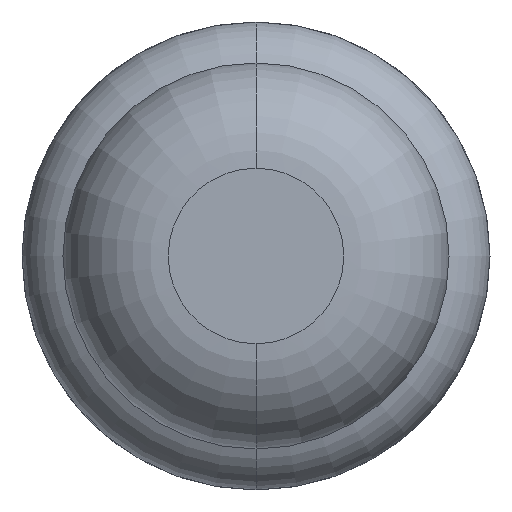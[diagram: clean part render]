
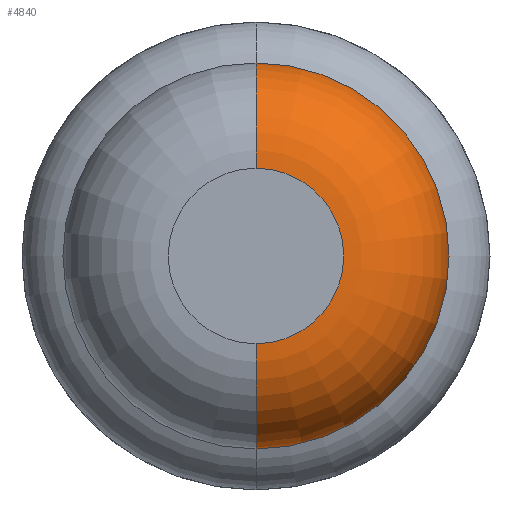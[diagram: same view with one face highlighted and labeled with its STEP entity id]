
A CAD part, front view. The second image highlights one B-rep face of the part: STEP entity #4840.
In plain terms, the highlighted toroidal (fillet/blend) face has major radius 0.375 mm and minor radius 0.45 mm.
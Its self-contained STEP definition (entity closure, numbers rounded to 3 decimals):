
#113 = TOROIDAL_SURFACE ( 'NONE', #1610, 0.375, 0.45 ) ;
#305 = CIRCLE ( 'NONE', #4781, 0.825 ) ;
#318 = ORIENTED_EDGE ( 'NONE', *, *, #1666, .F. ) ;
#368 = CARTESIAN_POINT ( 'NONE',  ( 0., -27.4, 0. ) ) ;
#416 = VERTEX_POINT ( 'NONE', #4563 ) ;
#509 = DIRECTION ( 'NONE',  ( 1., 0., 0. ) ) ;
#522 = CARTESIAN_POINT ( 'NONE',  ( 0., -26.95, -0.375 ) ) ;
#696 = CARTESIAN_POINT ( 'NONE',  ( 0., -26.95, 0.825 ) ) ;
#774 = DIRECTION ( 'NONE',  ( 0., 0., 1. ) ) ;
#910 = DIRECTION ( 'NONE',  ( 0., 0., -1. ) ) ;
#1130 = VERTEX_POINT ( 'NONE', #696 ) ;
#1610 = AXIS2_PLACEMENT_3D ( 'NONE', #3563, #4884, #2387 ) ;
#1666 = EDGE_CURVE ( 'NONE', #416, #1130, #2466, .T. ) ;
#1783 = AXIS2_PLACEMENT_3D ( 'NONE', #522, #509, #910 ) ;
#2238 = AXIS2_PLACEMENT_3D ( 'NONE', #368, #4052, #774 ) ;
#2315 = DIRECTION ( 'NONE',  ( 0., 0., 1. ) ) ;
#2387 = DIRECTION ( 'NONE',  ( 0., 0., 1. ) ) ;
#2466 = CIRCLE ( 'NONE', #2738, 0.45 ) ;
#2738 = AXIS2_PLACEMENT_3D ( 'NONE', #4387, #2741, #2315 ) ;
#2741 = DIRECTION ( 'NONE',  ( -1., 0., 0. ) ) ;
#2884 = ORIENTED_EDGE ( 'NONE', *, *, #4598, .T. ) ;
#3077 = EDGE_CURVE ( 'Defeature ausgef�hrt1_77+Defeature ausgef�hrt1_76+Defeature ausgef�hrt1_76+Defeature ausgef�hrt1_76', #1130, #3932, #305, .T. ) ;
#3104 = DIRECTION ( 'NONE',  ( 0., 0., 1. ) ) ;
#3136 = CARTESIAN_POINT ( 'NONE',  ( 0., -26.95, 0. ) ) ;
#3563 = CARTESIAN_POINT ( 'NONE',  ( 0., -26.95, 0. ) ) ;
#3570 = DIRECTION ( 'NONE',  ( 0., 1., 0. ) ) ;
#3623 = CARTESIAN_POINT ( 'NONE',  ( 0., -26.95, -0.825 ) ) ;
#3633 = EDGE_CURVE ( 'Defeature ausgef�hrt1_76+Defeature ausgef�hrt1_75+Defeature ausgef�hrt1_75+Defeature ausgef�hrt1_75', #416, #5408, #4883, .T. ) ;
#3664 = CARTESIAN_POINT ( 'NONE',  ( 0., -27.4, -0.375 ) ) ;
#3845 = ORIENTED_EDGE ( 'NONE', *, *, #3633, .T. ) ;
#3932 = VERTEX_POINT ( 'NONE', #3623 ) ;
#4052 = DIRECTION ( 'NONE',  ( 0., 1., 0. ) ) ;
#4387 = CARTESIAN_POINT ( 'NONE',  ( 0., -26.95, 0.375 ) ) ;
#4416 = EDGE_LOOP ( 'NONE', ( #3845, #2884, #5174, #318 ) ) ;
#4541 = FACE_OUTER_BOUND ( 'NONE', #4416, .T. ) ;
#4546 = CIRCLE ( 'NONE', #1783, 0.45 ) ;
#4563 = CARTESIAN_POINT ( 'NONE',  ( 0., -27.4, 0.375 ) ) ;
#4598 = EDGE_CURVE ( 'NONE', #5408, #3932, #4546, .T. ) ;
#4781 = AXIS2_PLACEMENT_3D ( 'NONE', #3136, #3570, #3104 ) ;
#4840 = ADVANCED_FACE ( 'Defeature ausgef�hrt1_76', ( #4541 ), #113, .T. ) ;
#4883 = CIRCLE ( 'NONE', #2238, 0.375 ) ;
#4884 = DIRECTION ( 'NONE',  ( 0., 1., 0. ) ) ;
#5174 = ORIENTED_EDGE ( 'NONE', *, *, #3077, .F. ) ;
#5408 = VERTEX_POINT ( 'NONE', #3664 ) ;
